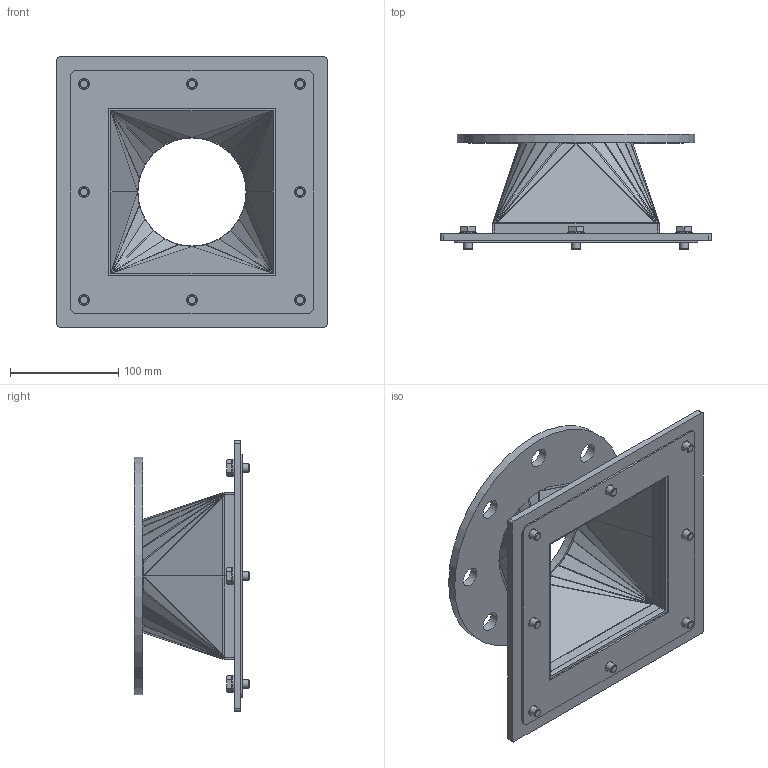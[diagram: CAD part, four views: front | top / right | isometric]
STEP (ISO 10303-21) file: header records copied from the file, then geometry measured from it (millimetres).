
FILE_DESCRIPTION(/* description */ (''),/* implementation_level */ '2;1');
FILE_NAME(/* name */ 'A707_040000.stp',/* time_stamp */ '2019-04-29T07:43:32+02:00',/* author */ ('pw'),/* organization */ (''),/* preprocessor_version */ 'ST-DEVELOPER v16.5',/* originating_system */ 'Autodesk Inventor 2017',/* authorisation */ '');
FILE_SCHEMA (('AUTOMOTIVE_DESIGN { 1 0 10303 214 3 1 1 }'));
Length unit declared in the file: millimetre
Products named in the file (1): A707_040000
Bounding box: 250 x 106.9 x 250 mm (x, y, z)
Volume: 601342.6 mm3; surface area: 256944.5 mm2
Topology: 1 solids, 1 shells, 571 faces, 1194 edges, 672 vertices
Faces by surface type: plane 233, cylinder 150, bspline 124, cone 64
Full cylindrical faces by diameter (mm): 7.323 x8, 8 x8, 8.4 x8, 10 x24, 11.4 x8, 16 x8, 18 x8, 100 x1, 220 x1
Entity records: 16346 total; most frequent: CARTESIAN_POINT 4776, ORIENTED_EDGE 2160, DIRECTION 2124, EDGE_CURVE 1080, AXIS2_PLACEMENT_3D 784, EDGE_LOOP 736, VERTEX_POINT 648, STYLED_ITEM 572
